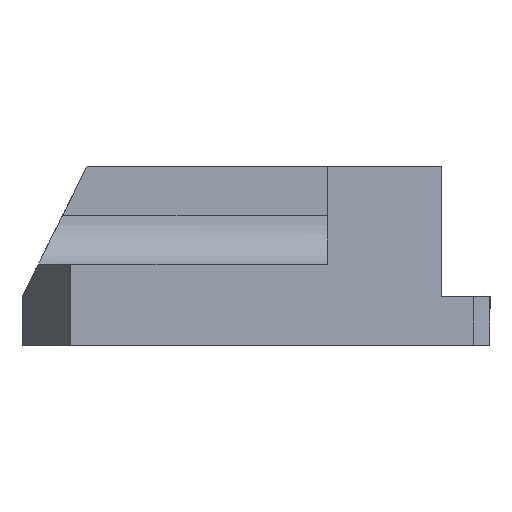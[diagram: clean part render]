
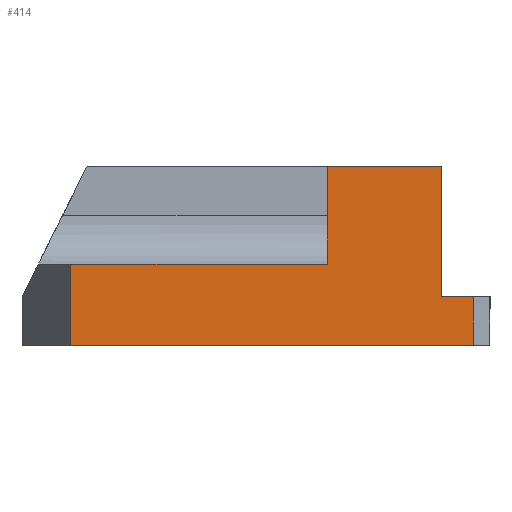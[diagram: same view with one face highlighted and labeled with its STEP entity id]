
A CAD part, left-side view. The second image highlights one B-rep face of the part: STEP entity #414.
In plain terms, the highlighted planar face has unit normal (-1, 0, 0).
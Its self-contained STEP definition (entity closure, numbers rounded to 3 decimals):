
#2 = VERTEX_POINT ( 'NONE', #3285 ) ;
#11 = VERTEX_POINT ( 'NONE', #1004 ) ;
#13 = EDGE_CURVE ( 'NONE', #2, #11, #1011, .T. ) ;
#352 = ORIENTED_EDGE ( 'NONE', *, *, #491, .F. ) ;
#404 = ORIENTED_EDGE ( 'NONE', *, *, #430, .T. ) ;
#412 = EDGE_CURVE ( 'NONE', #2, #427, #1771, .T. ) ;
#414 = ADVANCED_FACE ( 'NONE', ( #1775 ), #1788, .F. ) ;
#423 = EDGE_LOOP ( 'NONE', ( #433, #404, #428, #429, #352, #511, #510, #497 ) ) ;
#427 = VERTEX_POINT ( 'NONE', #1815 ) ;
#428 = ORIENTED_EDGE ( 'NONE', *, *, #13, .F. ) ;
#429 = ORIENTED_EDGE ( 'NONE', *, *, #412, .T. ) ;
#430 = EDGE_CURVE ( 'NONE', #581, #11, #1828, .T. ) ;
#433 = ORIENTED_EDGE ( 'NONE', *, *, #595, .T. ) ;
#469 = VERTEX_POINT ( 'NONE', #1851 ) ;
#488 = EDGE_CURVE ( 'NONE', #469, #493, #1951, .T. ) ;
#491 = EDGE_CURVE ( 'NONE', #496, #427, #1943, .T. ) ;
#492 = EDGE_CURVE ( 'NONE', #493, #496, #1937, .T. ) ;
#493 = VERTEX_POINT ( 'NONE', #1942 ) ;
#496 = VERTEX_POINT ( 'NONE', #1952 ) ;
#497 = ORIENTED_EDGE ( 'NONE', *, *, #608, .T. ) ;
#510 = ORIENTED_EDGE ( 'NONE', *, *, #488, .F. ) ;
#511 = ORIENTED_EDGE ( 'NONE', *, *, #492, .F. ) ;
#581 = VERTEX_POINT ( 'NONE', #2084 ) ;
#595 = EDGE_CURVE ( 'NONE', #598, #581, #2057, .T. ) ;
#598 = VERTEX_POINT ( 'NONE', #2052 ) ;
#608 = EDGE_CURVE ( 'NONE', #469, #598, #2098, .T. ) ;
#985 = DIRECTION ( 'NONE',  ( 0., -1., 0. ) ) ;
#986 = VECTOR ( 'NONE', #985, 1000. ) ;
#988 = CARTESIAN_POINT ( 'NONE',  ( -20., 0., 3. ) ) ;
#1004 = CARTESIAN_POINT ( 'NONE',  ( -20., 1., 3. ) ) ;
#1011 = LINE ( 'NONE', #988, #986 ) ;
#1721 = DIRECTION ( 'NONE',  ( 1., 0., 0. ) ) ;
#1769 = VECTOR ( 'NONE', #1833, 1000. ) ;
#1770 = CARTESIAN_POINT ( 'NONE',  ( -20., 3., 3. ) ) ;
#1771 = LINE ( 'NONE', #1770, #1769 ) ;
#1775 = FACE_OUTER_BOUND ( 'NONE', #423, .T. ) ;
#1788 = PLANE ( 'NONE',  #1831 ) ;
#1808 = DIRECTION ( 'NONE',  ( 0., 0., 1. ) ) ;
#1809 = VECTOR ( 'NONE', #1808, 1000. ) ;
#1810 = CARTESIAN_POINT ( 'NONE',  ( -20., 1., 11. ) ) ;
#1815 = CARTESIAN_POINT ( 'NONE',  ( -20., 3., 11. ) ) ;
#1827 = DIRECTION ( 'NONE',  ( 0., 0., -1. ) ) ;
#1828 = LINE ( 'NONE', #1810, #1809 ) ;
#1831 = AXIS2_PLACEMENT_3D ( 'NONE', #1834, #1721, #1827 ) ;
#1833 = DIRECTION ( 'NONE',  ( 0., 0., 1. ) ) ;
#1834 = CARTESIAN_POINT ( 'NONE',  ( -20., 0., 11. ) ) ;
#1851 = CARTESIAN_POINT ( 'NONE',  ( -20., 25.8, 5. ) ) ;
#1934 = DIRECTION ( 'NONE',  ( 0., 0., 1. ) ) ;
#1935 = VECTOR ( 'NONE', #1934, 1000. ) ;
#1936 = CARTESIAN_POINT ( 'NONE',  ( -20., 10., -23.145 ) ) ;
#1937 = LINE ( 'NONE', #1936, #1935 ) ;
#1938 = DIRECTION ( 'NONE',  ( 0., -1., 0. ) ) ;
#1939 = VECTOR ( 'NONE', #1938, 1000. ) ;
#1940 = CARTESIAN_POINT ( 'NONE',  ( -20., 0., 11. ) ) ;
#1942 = CARTESIAN_POINT ( 'NONE',  ( -20., 10., 5. ) ) ;
#1943 = LINE ( 'NONE', #1940, #1939 ) ;
#1948 = DIRECTION ( 'NONE',  ( 0., -1., 0. ) ) ;
#1949 = VECTOR ( 'NONE', #1948, 1000. ) ;
#1950 = CARTESIAN_POINT ( 'NONE',  ( -20., 28.8, 5. ) ) ;
#1951 = LINE ( 'NONE', #1950, #1949 ) ;
#1952 = CARTESIAN_POINT ( 'NONE',  ( -20., 10., 11. ) ) ;
#2052 = CARTESIAN_POINT ( 'NONE',  ( -20., 25.8, 0. ) ) ;
#2057 = LINE ( 'NONE', #2120, #2119 ) ;
#2084 = CARTESIAN_POINT ( 'NONE',  ( -20., 1., 0. ) ) ;
#2095 = DIRECTION ( 'NONE',  ( 0., 0., -1. ) ) ;
#2096 = VECTOR ( 'NONE', #2095, 1000. ) ;
#2097 = CARTESIAN_POINT ( 'NONE',  ( -20., 25.8, 11. ) ) ;
#2098 = LINE ( 'NONE', #2097, #2096 ) ;
#2118 = DIRECTION ( 'NONE',  ( 0., -1., 0. ) ) ;
#2119 = VECTOR ( 'NONE', #2118, 1000. ) ;
#2120 = CARTESIAN_POINT ( 'NONE',  ( -20., 0., 0. ) ) ;
#3285 = CARTESIAN_POINT ( 'NONE',  ( -20., 3., 3. ) ) ;
